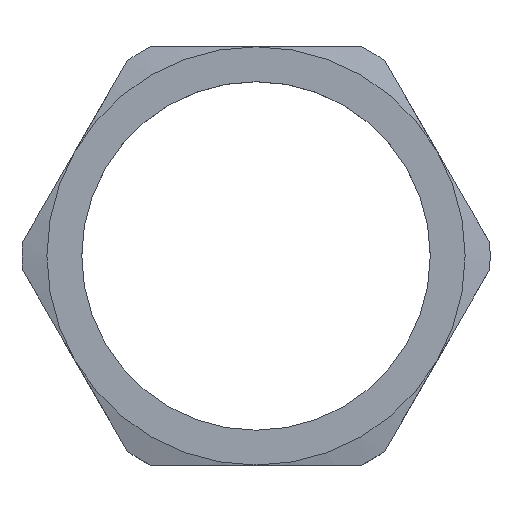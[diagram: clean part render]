
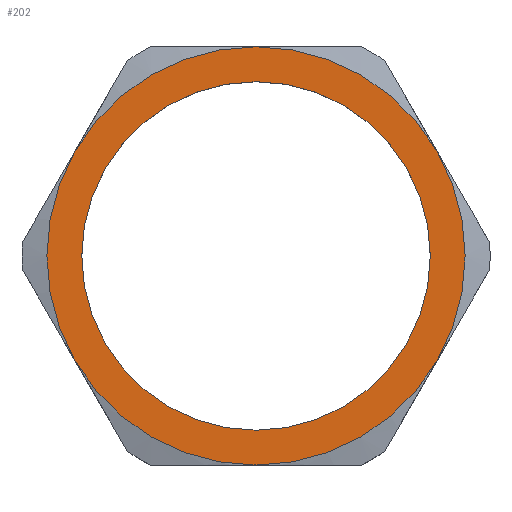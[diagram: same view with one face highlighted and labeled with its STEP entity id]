
A CAD part, top view. The second image highlights one B-rep face of the part: STEP entity #202.
In plain terms, the highlighted planar face has unit normal (0, 0, 1).
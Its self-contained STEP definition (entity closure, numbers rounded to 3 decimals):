
#10 = VERTEX_POINT ( 'NONE', #77 ) ;
#19 = EDGE_CURVE ( 'NONE', #751, #753, #339, .T. ) ;
#22 = EDGE_CURVE ( 'NONE', #157, #10, #68, .T. ) ;
#34 = CIRCLE ( 'NONE', #752, 8.75 ) ;
#57 = ORIENTED_EDGE ( 'NONE', *, *, #316, .F. ) ;
#65 = CIRCLE ( 'NONE', #95, 10.5 ) ;
#68 = CIRCLE ( 'NONE', #458, 10.5 ) ;
#77 = CARTESIAN_POINT ( 'NONE',  ( 0., -10.5, 1.5 ) ) ;
#86 = EDGE_LOOP ( 'NONE', ( #747, #715, #733, #574, #349, #57 ) ) ;
#94 = FACE_BOUND ( 'NONE', #222, .T. ) ;
#95 = AXIS2_PLACEMENT_3D ( 'NONE', #647, #646, #644 ) ;
#104 = VERTEX_POINT ( 'NONE', #618 ) ;
#105 = AXIS2_PLACEMENT_3D ( 'NONE', #474, #468, #467 ) ;
#134 = CIRCLE ( 'NONE', #680, 10.5 ) ;
#146 = CIRCLE ( 'NONE', #105, 8.75 ) ;
#148 = CIRCLE ( 'NONE', #225, 10.5 ) ;
#157 = VERTEX_POINT ( 'NONE', #469 ) ;
#175 = EDGE_CURVE ( 'NONE', #271, #306, #34, .T. ) ;
#202 = ADVANCED_FACE ( 'NONE', ( #94, #259 ), #421, .T. ) ;
#203 = AXIS2_PLACEMENT_3D ( 'NONE', #403, #352, #338 ) ;
#222 = EDGE_LOOP ( 'NONE', ( #241, #504 ) ) ;
#225 = AXIS2_PLACEMENT_3D ( 'NONE', #454, #453, #451 ) ;
#241 = ORIENTED_EDGE ( 'NONE', *, *, #175, .F. ) ;
#259 = FACE_OUTER_BOUND ( 'NONE', #86, .T. ) ;
#271 = VERTEX_POINT ( 'NONE', #769 ) ;
#306 = VERTEX_POINT ( 'NONE', #765 ) ;
#312 = EDGE_CURVE ( 'NONE', #10, #751, #778, .T. ) ;
#316 = EDGE_CURVE ( 'NONE', #708, #157, #65, .T. ) ;
#331 = EDGE_CURVE ( 'NONE', #104, #708, #134, .T. ) ;
#338 = DIRECTION ( 'NONE',  ( 1., 0., 0. ) ) ;
#339 = CIRCLE ( 'NONE', #455, 10.5 ) ;
#349 = ORIENTED_EDGE ( 'NONE', *, *, #22, .F. ) ;
#352 = DIRECTION ( 'NONE',  ( 0., 0., 1. ) ) ;
#358 = CARTESIAN_POINT ( 'NONE',  ( -9.093, 5.25, 1.5 ) ) ;
#362 = CARTESIAN_POINT ( 'NONE',  ( -9.093, -5.25, 1.5 ) ) ;
#365 = CARTESIAN_POINT ( 'NONE',  ( 9.093, 5.25, 1.5 ) ) ;
#403 = CARTESIAN_POINT ( 'NONE',  ( 0., 0., 1.5 ) ) ;
#407 = DIRECTION ( 'NONE',  ( 1., 0., 0. ) ) ;
#408 = DIRECTION ( 'NONE',  ( 0., 0., 1. ) ) ;
#410 = CARTESIAN_POINT ( 'NONE',  ( 0., 0., 1.5 ) ) ;
#421 = PLANE ( 'NONE',  #203 ) ;
#451 = DIRECTION ( 'NONE',  ( 0., 1., 0. ) ) ;
#453 = DIRECTION ( 'NONE',  ( 0., 0., -1. ) ) ;
#454 = CARTESIAN_POINT ( 'NONE',  ( 0., 0., 1.5 ) ) ;
#455 = AXIS2_PLACEMENT_3D ( 'NONE', #660, #658, #661 ) ;
#458 = AXIS2_PLACEMENT_3D ( 'NONE', #696, #736, #689 ) ;
#467 = DIRECTION ( 'NONE',  ( 1., 0., 0. ) ) ;
#468 = DIRECTION ( 'NONE',  ( 0., 0., 1. ) ) ;
#469 = CARTESIAN_POINT ( 'NONE',  ( 9.093, -5.25, 1.5 ) ) ;
#474 = CARTESIAN_POINT ( 'NONE',  ( 0., 0., 1.5 ) ) ;
#504 = ORIENTED_EDGE ( 'NONE', *, *, #527, .F. ) ;
#527 = EDGE_CURVE ( 'NONE', #306, #271, #146, .T. ) ;
#546 = EDGE_CURVE ( 'NONE', #753, #104, #148, .T. ) ;
#574 = ORIENTED_EDGE ( 'NONE', *, *, #312, .F. ) ;
#614 = DIRECTION ( 'NONE',  ( 0., 1., 0. ) ) ;
#615 = DIRECTION ( 'NONE',  ( 0., 0., -1. ) ) ;
#616 = CARTESIAN_POINT ( 'NONE',  ( 0., 0., 1.5 ) ) ;
#618 = CARTESIAN_POINT ( 'NONE',  ( 0., 10.5, 1.5 ) ) ;
#644 = DIRECTION ( 'NONE',  ( 0., 1., 0. ) ) ;
#646 = DIRECTION ( 'NONE',  ( 0., 0., -1. ) ) ;
#647 = CARTESIAN_POINT ( 'NONE',  ( 0., 0., 1.5 ) ) ;
#649 = DIRECTION ( 'NONE',  ( 0., 1., 0. ) ) ;
#654 = DIRECTION ( 'NONE',  ( 0., 0., -1. ) ) ;
#658 = DIRECTION ( 'NONE',  ( 0., 0., -1. ) ) ;
#659 = CARTESIAN_POINT ( 'NONE',  ( 0., 0., 1.5 ) ) ;
#660 = CARTESIAN_POINT ( 'NONE',  ( 0., 0., 1.5 ) ) ;
#661 = DIRECTION ( 'NONE',  ( 0., 1., 0. ) ) ;
#680 = AXIS2_PLACEMENT_3D ( 'NONE', #616, #615, #614 ) ;
#689 = DIRECTION ( 'NONE',  ( 0., 1., 0. ) ) ;
#696 = CARTESIAN_POINT ( 'NONE',  ( 0., 0., 1.5 ) ) ;
#708 = VERTEX_POINT ( 'NONE', #365 ) ;
#715 = ORIENTED_EDGE ( 'NONE', *, *, #546, .F. ) ;
#733 = ORIENTED_EDGE ( 'NONE', *, *, #19, .F. ) ;
#736 = DIRECTION ( 'NONE',  ( 0., 0., -1. ) ) ;
#747 = ORIENTED_EDGE ( 'NONE', *, *, #331, .F. ) ;
#751 = VERTEX_POINT ( 'NONE', #362 ) ;
#752 = AXIS2_PLACEMENT_3D ( 'NONE', #410, #408, #407 ) ;
#753 = VERTEX_POINT ( 'NONE', #358 ) ;
#757 = AXIS2_PLACEMENT_3D ( 'NONE', #659, #654, #649 ) ;
#765 = CARTESIAN_POINT ( 'NONE',  ( -8.75, 0., 1.5 ) ) ;
#769 = CARTESIAN_POINT ( 'NONE',  ( 8.75, 0., 1.5 ) ) ;
#778 = CIRCLE ( 'NONE', #757, 10.5 ) ;
